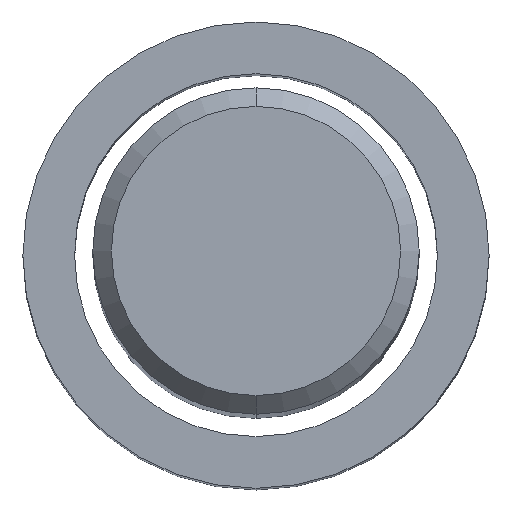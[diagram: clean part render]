
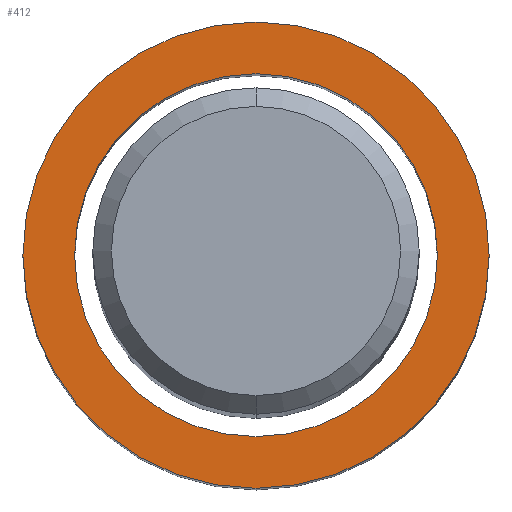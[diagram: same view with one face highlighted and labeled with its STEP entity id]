
A CAD part, top view. The second image highlights one B-rep face of the part: STEP entity #412.
In plain terms, the highlighted planar face has unit normal (0, 0, 1).
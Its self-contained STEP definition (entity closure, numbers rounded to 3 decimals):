
#214=VERTEX_POINT('',#512);
#244=EDGE_CURVE('',#310,#276,#545,.T.);
#262=EDGE_CURVE('',#214,#320,#565,.T.);
#276=VERTEX_POINT('',#581);
#310=VERTEX_POINT('',#619);
#320=VERTEX_POINT('',#630);
#356=EDGE_CURVE('',#276,#310,#670,.T.);
#382=EDGE_CURVE('',#320,#214,#701,.T.);
#412=ADVANCED_FACE('',(#734,#735),#736,.T.);
#512=CARTESIAN_POINT('',(0.0,3.891,-51.0));
#545=CIRCLE('',#968,5.0);
#565=CIRCLE('',#1004,3.891);
#581=CARTESIAN_POINT('',(0.0,5.0,-51.0));
#619=CARTESIAN_POINT('',(0.,-5.0,-51.0));
#630=CARTESIAN_POINT('',(0.,-3.891,-51.0));
#670=CIRCLE('',#1204,5.0);
#701=CIRCLE('',#1269,3.891);
#734=FACE_OUTER_BOUND('',#1349,.T.);
#735=FACE_BOUND('',#1350,.T.);
#736=PLANE('',#1351);
#968=AXIS2_PLACEMENT_3D('',#1478,#1479,#1480);
#1004=AXIS2_PLACEMENT_3D('',#1507,#1508,#1509);
#1204=AXIS2_PLACEMENT_3D('',#1630,#1631,#1632);
#1269=AXIS2_PLACEMENT_3D('',#1679,#1680,#1681);
#1349=EDGE_LOOP('',(#1715,#1716));
#1350=EDGE_LOOP('',(#1717,#1718));
#1351=AXIS2_PLACEMENT_3D('',#1719,#1720,#1721);
#1478=CARTESIAN_POINT('',(0.0,0.0,-51.0));
#1479=DIRECTION('',(0.0,0.0,-1.0));
#1480=DIRECTION('',(0.0,1.0,0.0));
#1507=CARTESIAN_POINT('',(0.0,0.0,-51.0));
#1508=DIRECTION('',(0.0,0.0,-1.0));
#1509=DIRECTION('',(0.0,1.0,0.0));
#1630=CARTESIAN_POINT('',(0.0,0.0,-51.0));
#1631=DIRECTION('',(0.0,0.0,-1.0));
#1632=DIRECTION('',(0.0,1.0,0.0));
#1679=CARTESIAN_POINT('',(0.0,0.0,-51.0));
#1680=DIRECTION('',(0.0,0.0,-1.0));
#1681=DIRECTION('',(0.0,1.0,0.0));
#1715=ORIENTED_EDGE('',*,*,#356,.F.);
#1716=ORIENTED_EDGE('',*,*,#244,.F.);
#1717=ORIENTED_EDGE('',*,*,#262,.T.);
#1718=ORIENTED_EDGE('',*,*,#382,.T.);
#1719=CARTESIAN_POINT('',(0.0,4.446,-51.0));
#1720=DIRECTION('',(-0.0,0.0,1.0));
#1721=DIRECTION('',(0.0,-1.0,0.0));
